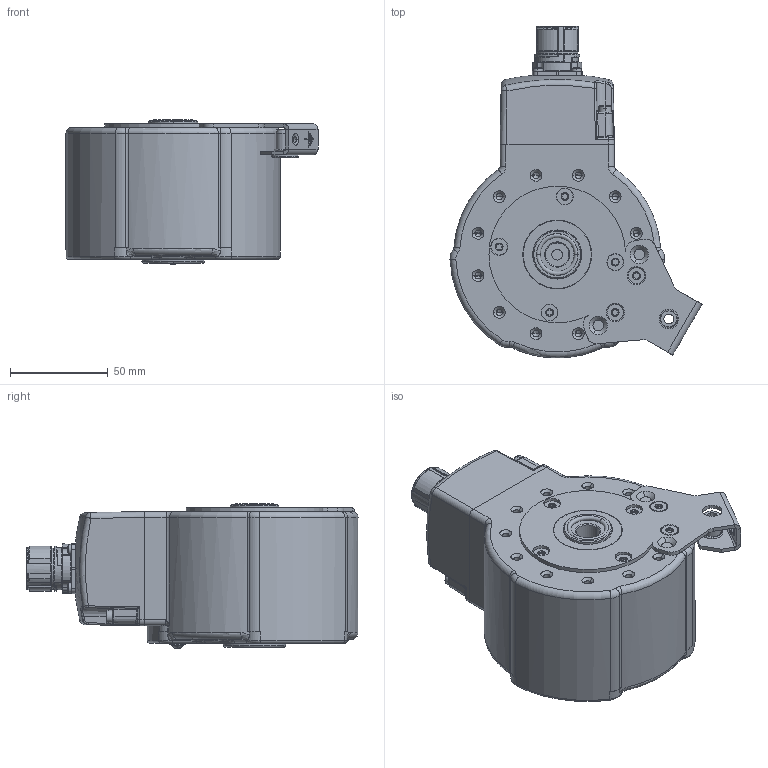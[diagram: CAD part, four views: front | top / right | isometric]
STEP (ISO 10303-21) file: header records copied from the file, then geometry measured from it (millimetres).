
FILE_DESCRIPTION((''),'2;1');
FILE_NAME('1034598-01','2013-08-12T',('se2562'),(''),'PRO/ENGINEER BY PARAMETRIC TECHNOLOGY CORPORATION, 2011410','PRO/ENGINEER BY PARAMETRIC TECHNOLOGY CORPORATION, 2011410','');
FILE_SCHEMA(('CONFIG_CONTROL_DESIGN'));
Length unit declared in the file: millimetre
Products named in the file (1): 1034598-01
Bounding box: 129.13 x 170.1 x 73.8 mm (x, y, z)
Volume: 331785.5 mm3; surface area: 152107 mm2
Topology: 25 solids, 44 shells, 2084 faces, 5513 edges, 3475 vertices
Faces by surface type: cylinder 861, plane 456, torus 266, cone 196, sphere 154, bspline 144, revolution 4, extrusion 3
Entity records: 79850 total; most frequent: CARTESIAN_POINT 28158, DIRECTION 11610, ORIENTED_EDGE 10618, EDGE_CURVE 5309, AXIS2_PLACEMENT_3D 5087, VERTEX_POINT 3474, CIRCLE 3154, EDGE_LOOP 2287
